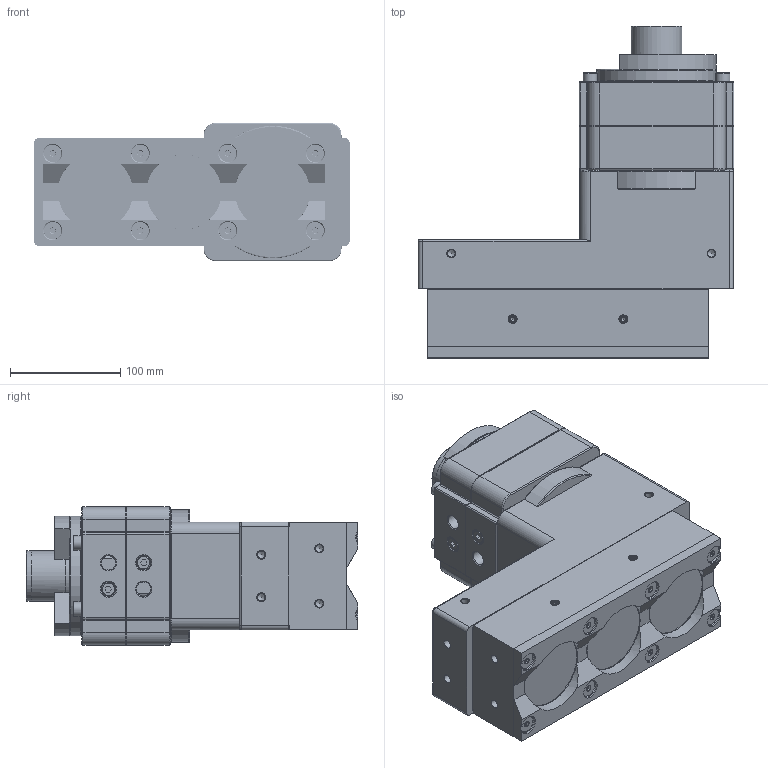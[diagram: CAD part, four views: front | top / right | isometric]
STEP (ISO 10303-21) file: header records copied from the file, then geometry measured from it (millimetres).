
FILE_DESCRIPTION(/* description */ (''),/* implementation_level */ '2;1');
FILE_NAME(/* name */ 'MS-8140544.stp',/* time_stamp */ '2020-02-11T16:17:31+01:00',/* author */ ('jve'),/* organization */ (''),/* preprocessor_version */ 'ST-DEVELOPER v17.2',/* originating_system */ 'Autodesk Inventor 2019',/* authorisation */ '');
FILE_SCHEMA (('CONFIG_CONTROL_DESIGN'));
Products named in the file (1): E0128575
Bounding box: 285.83 x 300.5 x 125 mm (x, y, z)
Volume: 4871362.4 mm3; surface area: 365952.8 mm2
Topology: 12 solids, 35 shells, 2316 faces, 6035 edges, 3899 vertices
Faces by surface type: plane 870, cylinder 619, cone 373, bspline 366, torus 80, sphere 8
Full cylindrical faces by diameter (mm): 6.376 x84, 6.8 x20, 6.964 x40, 8 x140, 8.254 x4, 8.4 x12, 8.5 x2, 9 x8, 9.5 x2, 10 x6, 11 x4, 12.7 x2, 13 x8, 13.2 x6, 14 x2, 15 x4, 16 x2, 17.3 x4, 17.5 x4, 25 x1, 44.4 x1, 45 x1, 46 x1, 68 x3, 108 x1
Entity records: 115072 total; most frequent: CARTESIAN_POINT 59039, ORIENTED_EDGE 11982, DIRECTION 10094, EDGE_CURVE 5991, VERTEX_POINT 3899, AXIS2_PLACEMENT_3D 3692, LINE 2710, VECTOR 2710
